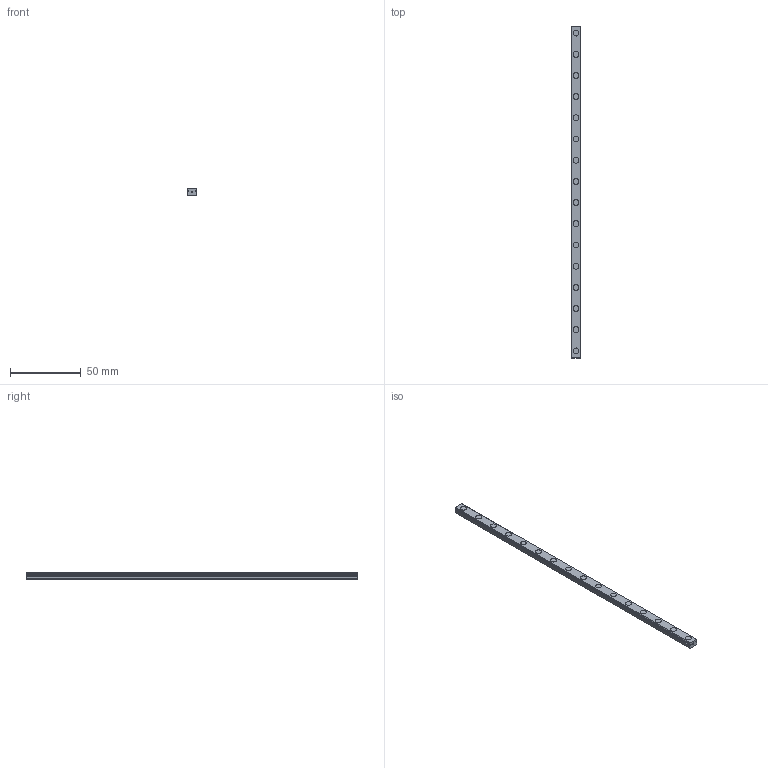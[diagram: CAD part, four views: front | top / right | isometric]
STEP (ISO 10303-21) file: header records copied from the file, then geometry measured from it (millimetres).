
FILE_DESCRIPTION(('STEP AP214'),'1');
FILE_NAME('cctmp_A4D16C40-A8BA-4B97-89E5-1067E45A6398_2021_02_18_13_16_26_0856..stp','2021-02-18T12:16:26',('HIWIN GmbH'),('CADClick - www.CADClick.com'),'Spatial InterOp 3D',' ','unknown authorization');
FILE_SCHEMA(('AUTOMOTIVE_DESIGN'));
Length unit declared in the file: millimetre
Products named in the file (1): MGNR07R235CM_FILE
Bounding box: 7 x 235 x 4.8 mm (x, y, z)
Volume: 6764.1 mm3; surface area: 7281.7 mm2
Topology: 1 solids, 1 shells, 239 faces, 555 edges, 370 vertices
Faces by surface type: plane 127, cylinder 112
Entity records: 8809 total; most frequent: DIRECTION 1259, CARTESIAN_POINT 1165, ORIENTED_EDGE 1110, EDGE_CURVE 555, AXIS2_PLACEMENT_3D 464, VERTEX_POINT 370, LINE 331, VECTOR 331
